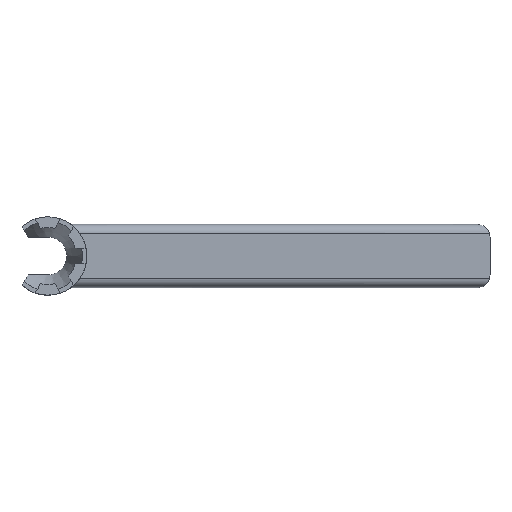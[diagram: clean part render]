
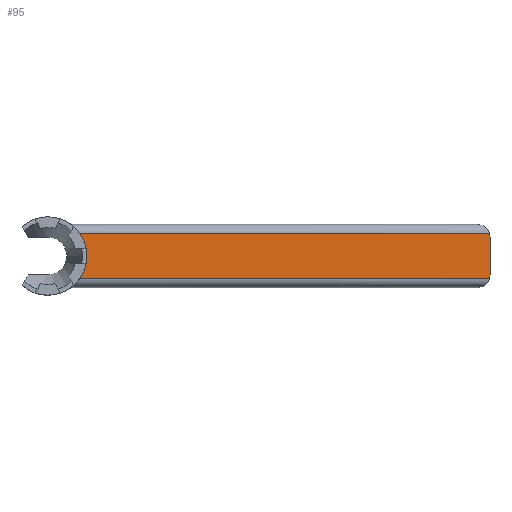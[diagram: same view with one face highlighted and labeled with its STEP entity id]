
A CAD part, top view. The second image highlights one B-rep face of the part: STEP entity #95.
In plain terms, the highlighted planar face has unit normal (0, 0, 1).
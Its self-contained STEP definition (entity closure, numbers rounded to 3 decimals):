
#95 = ADVANCED_FACE( '', ( #194 ), #195, .T. );
#194 = FACE_OUTER_BOUND( '', #294, .T. );
#195 = PLANE( '', #295 );
#294 = EDGE_LOOP( '', ( #538, #539, #540, #541, #542, #543 ) );
#295 = AXIS2_PLACEMENT_3D( '', #544, #545, #546 );
#538 = ORIENTED_EDGE( '', *, *, #702, .T. );
#539 = ORIENTED_EDGE( '', *, *, #700, .T. );
#540 = ORIENTED_EDGE( '', *, *, #668, .F. );
#541 = ORIENTED_EDGE( '', *, *, #735, .F. );
#542 = ORIENTED_EDGE( '', *, *, #676, .T. );
#543 = ORIENTED_EDGE( '', *, *, #733, .F. );
#544 = CARTESIAN_POINT( '', ( 3.666, 0., 3. ) );
#545 = DIRECTION( '', ( 0., 0., 1. ) );
#546 = DIRECTION( '', ( 1., 0., 0. ) );
#668 = EDGE_CURVE( '', #815, #816, #817, .T. );
#676 = EDGE_CURVE( '', #831, #829, #832, .F. );
#700 = EDGE_CURVE( '', #867, #816, #870, .T. );
#702 = EDGE_CURVE( '', #872, #867, #873, .F. );
#733 = EDGE_CURVE( '', #872, #829, #913, .T. );
#735 = EDGE_CURVE( '', #831, #815, #915, .F. );
#815 = VERTEX_POINT( '', #1029 );
#816 = VERTEX_POINT( '', #1030 );
#817 = LINE( '', #1031, #1032 );
#829 = VERTEX_POINT( '', #1065 );
#831 = VERTEX_POINT( '', #1086 );
#832 = LINE( '', #1087, #1088 );
#867 = VERTEX_POINT( '', #1151 );
#870 = CIRCLE( '', #1188, 2. );
#872 = VERTEX_POINT( '', #1190 );
#873 = LINE( '', #1191, #1192 );
#913 = CIRCLE( '', #1296, 6.2 );
#915 = CIRCLE( '', #1298, 2. );
#1029 = CARTESIAN_POINT( '', ( 70., 3., 3. ) );
#1030 = CARTESIAN_POINT( '', ( 70., -3., 3. ) );
#1031 = CARTESIAN_POINT( '', ( 70., 5., 3. ) );
#1032 = VECTOR( '', #1352, 1000. );
#1065 = CARTESIAN_POINT( '', ( 5.118, 3.5, 3. ) );
#1086 = CARTESIAN_POINT( '', ( 69.936, 3.5, 3. ) );
#1087 = CARTESIAN_POINT( '', ( 3.666, 3.5, 3. ) );
#1088 = VECTOR( '', #1357, 1000. );
#1151 = CARTESIAN_POINT( '', ( 69.936, -3.5, 3. ) );
#1188 = AXIS2_PLACEMENT_3D( '', #1387, #1388, #1389 );
#1190 = CARTESIAN_POINT( '', ( 5.118, -3.5, 3. ) );
#1191 = CARTESIAN_POINT( '', ( 3.666, -3.5, 3. ) );
#1192 = VECTOR( '', #1390, 1000. );
#1296 = AXIS2_PLACEMENT_3D( '', #1431, #1432, #1433 );
#1298 = AXIS2_PLACEMENT_3D( '', #1434, #1435, #1436 );
#1352 = DIRECTION( '', ( 0., -1., 0. ) );
#1357 = DIRECTION( '', ( 1., 0., 0. ) );
#1387 = CARTESIAN_POINT( '', ( 68., -3., 3. ) );
#1388 = DIRECTION( '', ( 0., 0., 1. ) );
#1389 = DIRECTION( '', ( 1., 0., 0. ) );
#1390 = DIRECTION( '', ( -1., 0., 0. ) );
#1431 = CARTESIAN_POINT( '', ( 0., 0., 3. ) );
#1432 = DIRECTION( '', ( 0., 0., 1. ) );
#1433 = DIRECTION( '', ( 1., 0., 0. ) );
#1434 = CARTESIAN_POINT( '', ( 68., 3., 3. ) );
#1435 = DIRECTION( '', ( 0., 0., 1. ) );
#1436 = DIRECTION( '', ( 1., 0., 0. ) );
